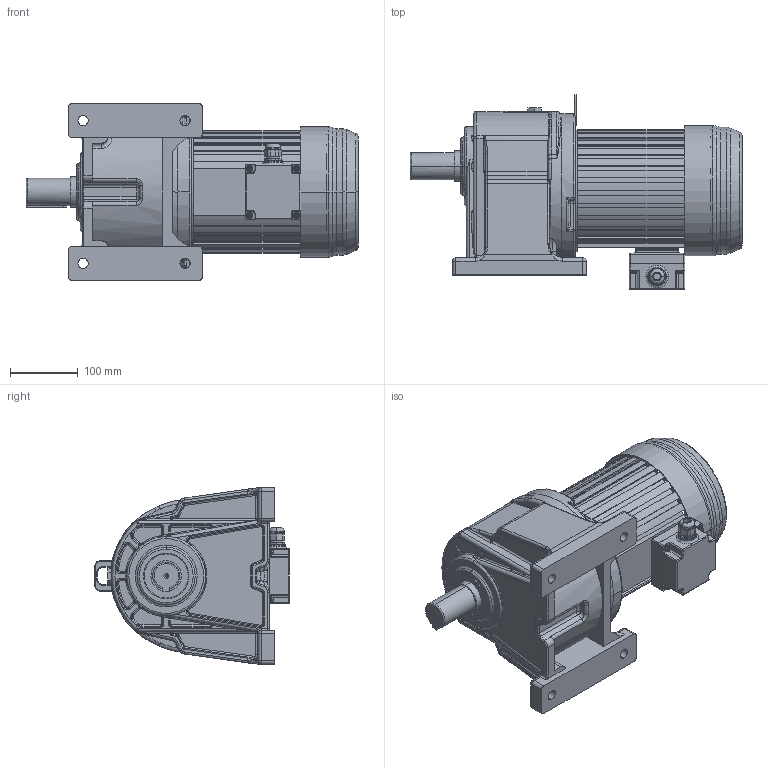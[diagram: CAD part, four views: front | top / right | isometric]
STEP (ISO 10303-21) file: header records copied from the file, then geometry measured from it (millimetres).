
FILE_DESCRIPTION((''),'2;1');
FILE_NAME('GH40-750-S-G1-LD_ASM','2022-04-13T',('AdminUser'),(''),'PRO/ENGINEER BY PARAMETRIC TECHNOLOGY CORPORATION, 2007170','PRO/ENGINEER BY PARAMETRIC TECHNOLOGY CORPORATION, 2007170','');
FILE_SCHEMA(('CONFIG_CONTROL_DESIGN'));
Length unit declared in the file: millimetre
Products named in the file (6): H40; G400; 1500W; 1500W190; 8280-2022; GH40-750-S-G1-LD_ASM
Assembly tree (5 placements, depth 2):
  GH40-750-S-G1-LD_ASM
    H40
    G400
    1500W
    1500W190
    8280-2022
Bounding box: 488.5 x 286.1 x 260 mm (x, y, z)
Volume: 4150830.5 mm3; surface area: 970594.4 mm2
Topology: 6 solids, 10 shells, 2673 faces, 6838 edges, 4245 vertices
Faces by surface type: plane 1269, cylinder 735, torus 356, bspline 263, sphere 42, cone 8
Entity records: 91768 total; most frequent: CARTESIAN_POINT 26959, ORIENTED_EDGE 13676, DIRECTION 13357, EDGE_CURVE 6838, AXIS2_PLACEMENT_3D 4634, VERTEX_POINT 4245, VECTOR 4089, LINE 4089
